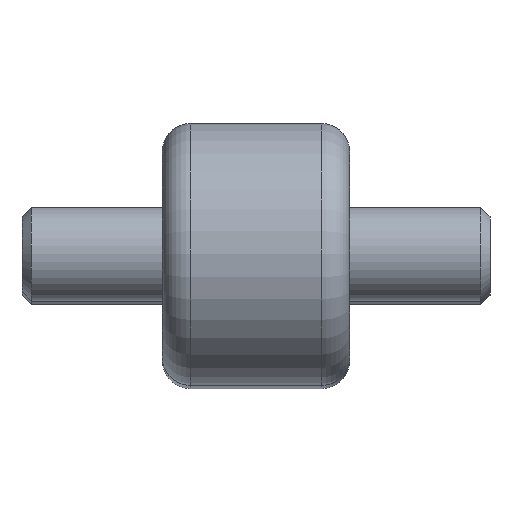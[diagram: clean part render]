
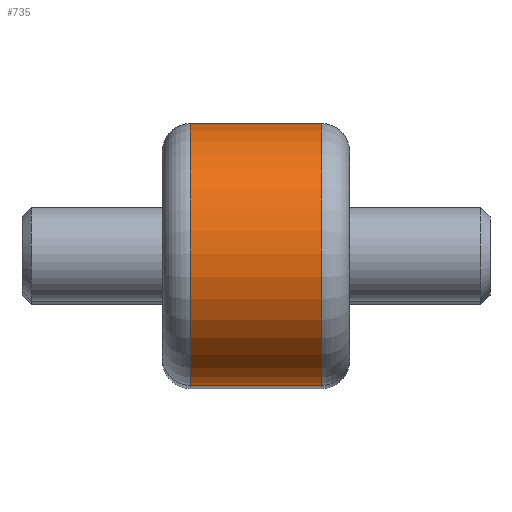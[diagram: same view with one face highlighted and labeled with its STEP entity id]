
A CAD part, top view. The second image highlights one B-rep face of the part: STEP entity #735.
In plain terms, the highlighted cylindrical face has radius 70 mm (diameter 140 mm), a partial arc.
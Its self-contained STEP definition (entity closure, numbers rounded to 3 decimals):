
#83=FACE_OUTER_BOUND('',#141,.T.);
#141=EDGE_LOOP('',(#613,#614,#615,#616));
#191=LINE('',#1310,#235);
#192=LINE('',#1313,#236);
#235=VECTOR('',#1071,10.);
#236=VECTOR('',#1074,10.);
#292=CIRCLE('',#842,70.);
#295=CIRCLE('',#848,70.);
#354=VERTEX_POINT('',#1295);
#355=VERTEX_POINT('',#1299);
#357=VERTEX_POINT('',#1309);
#358=VERTEX_POINT('',#1311);
#441=EDGE_CURVE('',#354,#355,#292,.T.);
#445=EDGE_CURVE('',#354,#357,#191,.T.);
#446=EDGE_CURVE('',#358,#357,#295,.T.);
#447=EDGE_CURVE('',#355,#358,#192,.T.);
#613=ORIENTED_EDGE('',*,*,#441,.F.);
#614=ORIENTED_EDGE('',*,*,#445,.T.);
#615=ORIENTED_EDGE('',*,*,#446,.F.);
#616=ORIENTED_EDGE('',*,*,#447,.F.);
#695=CYLINDRICAL_SURFACE('',#847,70.);
#735=ADVANCED_FACE('',(#83),#695,.T.);
#842=AXIS2_PLACEMENT_3D('',#1301,#1058,#1059);
#847=AXIS2_PLACEMENT_3D('',#1308,#1069,#1070);
#848=AXIS2_PLACEMENT_3D('',#1312,#1072,#1073);
#1058=DIRECTION('center_axis',(-1.,0.,0.));
#1059=DIRECTION('ref_axis',(0.,0.,1.));
#1069=DIRECTION('center_axis',(1.,0.,0.));
#1070=DIRECTION('ref_axis',(0.,1.,0.));
#1071=DIRECTION('',(1.,0.,0.));
#1072=DIRECTION('center_axis',(1.,0.,0.));
#1073=DIRECTION('ref_axis',(0.,0.,1.));
#1074=DIRECTION('',(1.,0.,0.));
#1295=CARTESIAN_POINT('',(-35.,580.,1000.));
#1299=CARTESIAN_POINT('',(-35.,720.,1000.));
#1301=CARTESIAN_POINT('Origin',(-35.,650.,1000.));
#1308=CARTESIAN_POINT('Origin',(0.,650.,1000.));
#1309=CARTESIAN_POINT('',(35.,580.,1000.));
#1310=CARTESIAN_POINT('',(0.,580.,1000.));
#1311=CARTESIAN_POINT('',(35.,720.,1000.));
#1312=CARTESIAN_POINT('Origin',(35.,650.,1000.));
#1313=CARTESIAN_POINT('',(0.,720.,1000.));
